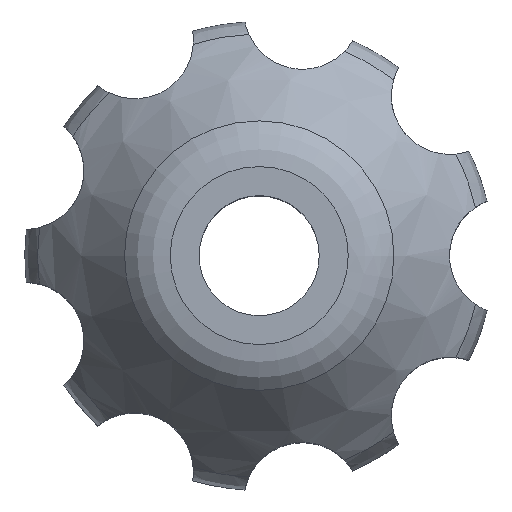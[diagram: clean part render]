
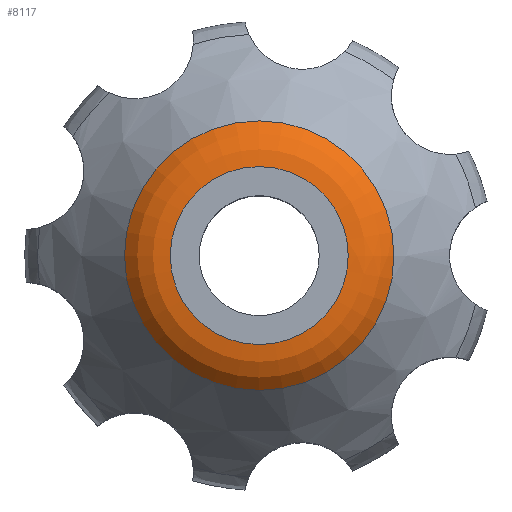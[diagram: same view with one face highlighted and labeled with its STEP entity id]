
A CAD part, top view. The second image highlights one B-rep face of the part: STEP entity #8117.
In plain terms, the highlighted toroidal (fillet/blend) face has major radius 3.039 mm and minor radius 2 mm.
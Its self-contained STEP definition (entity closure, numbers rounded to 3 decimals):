
#66 = CONICAL_SURFACE('',#67,8.,0.675);
#67 = AXIS2_PLACEMENT_3D('',#68,#69,#70);
#68 = CARTESIAN_POINT('',(0.,0.,7.));
#69 = DIRECTION('',(-0.,-0.,-1.));
#70 = DIRECTION('',(1.,0.,0.));
#159 = VERTEX_POINT('',#160);
#160 = CARTESIAN_POINT('',(4.6,0.,11.249));
#181 = EDGE_CURVE('',#159,#159,#182,.T.);
#182 = SURFACE_CURVE('',#183,(#188,#195),.PCURVE_S1.);
#183 = CIRCLE('',#184,4.6);
#184 = AXIS2_PLACEMENT_3D('',#185,#186,#187);
#185 = CARTESIAN_POINT('',(0.,0.,11.249));
#186 = DIRECTION('',(-0.,0.,1.));
#187 = DIRECTION('',(1.,0.,0.));
#188 = PCURVE('',#66,#189);
#189 = DEFINITIONAL_REPRESENTATION('',(#190),#194);
#190 = LINE('',#191,#192);
#191 = CARTESIAN_POINT('',(-0.,-4.249));
#192 = VECTOR('',#193,1.);
#193 = DIRECTION('',(-1.,-0.));
#194 = ( GEOMETRIC_REPRESENTATION_CONTEXT(2) 
PARAMETRIC_REPRESENTATION_CONTEXT() REPRESENTATION_CONTEXT('2D SPACE',''
  ) );
#195 = PCURVE('',#196,#201);
#196 = TOROIDAL_SURFACE('',#197,3.039,2.);
#197 = AXIS2_PLACEMENT_3D('',#198,#199,#200);
#198 = CARTESIAN_POINT('',(0.,0.,10.));
#199 = DIRECTION('',(0.,0.,1.));
#200 = DIRECTION('',(1.,0.,0.));
#201 = DEFINITIONAL_REPRESENTATION('',(#202),#206);
#202 = LINE('',#203,#204);
#203 = CARTESIAN_POINT('',(0.,0.675));
#204 = VECTOR('',#205,1.);
#205 = DIRECTION('',(1.,0.));
#206 = ( GEOMETRIC_REPRESENTATION_CONTEXT(2) 
PARAMETRIC_REPRESENTATION_CONTEXT() REPRESENTATION_CONTEXT('2D SPACE',''
  ) );
#8117 = ADVANCED_FACE('',(#8118),#196,.T.);
#8118 = FACE_BOUND('',#8119,.T.);
#8119 = EDGE_LOOP('',(#8120,#8142,#8143,#8144));
#8120 = ORIENTED_EDGE('',*,*,#8121,.F.);
#8121 = EDGE_CURVE('',#159,#8122,#8124,.T.);
#8122 = VERTEX_POINT('',#8123);
#8123 = CARTESIAN_POINT('',(3.039,0.,12.));
#8124 = SEAM_CURVE('',#8125,(#8130,#8136),.PCURVE_S1.);
#8125 = CIRCLE('',#8126,2.);
#8126 = AXIS2_PLACEMENT_3D('',#8127,#8128,#8129);
#8127 = CARTESIAN_POINT('',(3.039,0.,10.));
#8128 = DIRECTION('',(0.,-1.,0.));
#8129 = DIRECTION('',(1.,0.,0.));
#8130 = PCURVE('',#196,#8131);
#8131 = DEFINITIONAL_REPRESENTATION('',(#8132),#8135);
#8132 = B_SPLINE_CURVE_WITH_KNOTS('',1,(#8133,#8134),.UNSPECIFIED.,.F.,
  .F.,(2,2),(0.675,1.571),.PIECEWISE_BEZIER_KNOTS.);
#8133 = CARTESIAN_POINT('',(0.,0.675));
#8134 = CARTESIAN_POINT('',(0.,1.571));
#8135 = ( GEOMETRIC_REPRESENTATION_CONTEXT(2) 
PARAMETRIC_REPRESENTATION_CONTEXT() REPRESENTATION_CONTEXT('2D SPACE',''
  ) );
#8136 = PCURVE('',#196,#8137);
#8137 = DEFINITIONAL_REPRESENTATION('',(#8138),#8141);
#8138 = B_SPLINE_CURVE_WITH_KNOTS('',1,(#8139,#8140),.UNSPECIFIED.,.F.,
  .F.,(2,2),(0.675,1.571),.PIECEWISE_BEZIER_KNOTS.);
#8139 = CARTESIAN_POINT('',(6.283,0.675));
#8140 = CARTESIAN_POINT('',(6.283,1.571));
#8141 = ( GEOMETRIC_REPRESENTATION_CONTEXT(2) 
PARAMETRIC_REPRESENTATION_CONTEXT() REPRESENTATION_CONTEXT('2D SPACE',''
  ) );
#8142 = ORIENTED_EDGE('',*,*,#181,.T.);
#8143 = ORIENTED_EDGE('',*,*,#8121,.T.);
#8144 = ORIENTED_EDGE('',*,*,#8145,.F.);
#8145 = EDGE_CURVE('',#8122,#8122,#8146,.T.);
#8146 = SURFACE_CURVE('',#8147,(#8152,#8159),.PCURVE_S1.);
#8147 = CIRCLE('',#8148,3.039);
#8148 = AXIS2_PLACEMENT_3D('',#8149,#8150,#8151);
#8149 = CARTESIAN_POINT('',(0.,0.,12.));
#8150 = DIRECTION('',(-0.,0.,1.));
#8151 = DIRECTION('',(1.,0.,0.));
#8152 = PCURVE('',#196,#8153);
#8153 = DEFINITIONAL_REPRESENTATION('',(#8154),#8158);
#8154 = LINE('',#8155,#8156);
#8155 = CARTESIAN_POINT('',(0.,1.571));
#8156 = VECTOR('',#8157,1.);
#8157 = DIRECTION('',(1.,0.));
#8158 = ( GEOMETRIC_REPRESENTATION_CONTEXT(2) 
PARAMETRIC_REPRESENTATION_CONTEXT() REPRESENTATION_CONTEXT('2D SPACE',''
  ) );
#8159 = PCURVE('',#8160,#8165);
#8160 = PLANE('',#8161);
#8161 = AXIS2_PLACEMENT_3D('',#8162,#8163,#8164);
#8162 = CARTESIAN_POINT('',(0.,0.,12.));
#8163 = DIRECTION('',(0.,0.,1.));
#8164 = DIRECTION('',(1.,0.,0.));
#8165 = DEFINITIONAL_REPRESENTATION('',(#8166),#8170);
#8166 = CIRCLE('',#8167,3.039);
#8167 = AXIS2_PLACEMENT_2D('',#8168,#8169);
#8168 = CARTESIAN_POINT('',(0.,0.));
#8169 = DIRECTION('',(1.,0.));
#8170 = ( GEOMETRIC_REPRESENTATION_CONTEXT(2) 
PARAMETRIC_REPRESENTATION_CONTEXT() REPRESENTATION_CONTEXT('2D SPACE',''
  ) );
